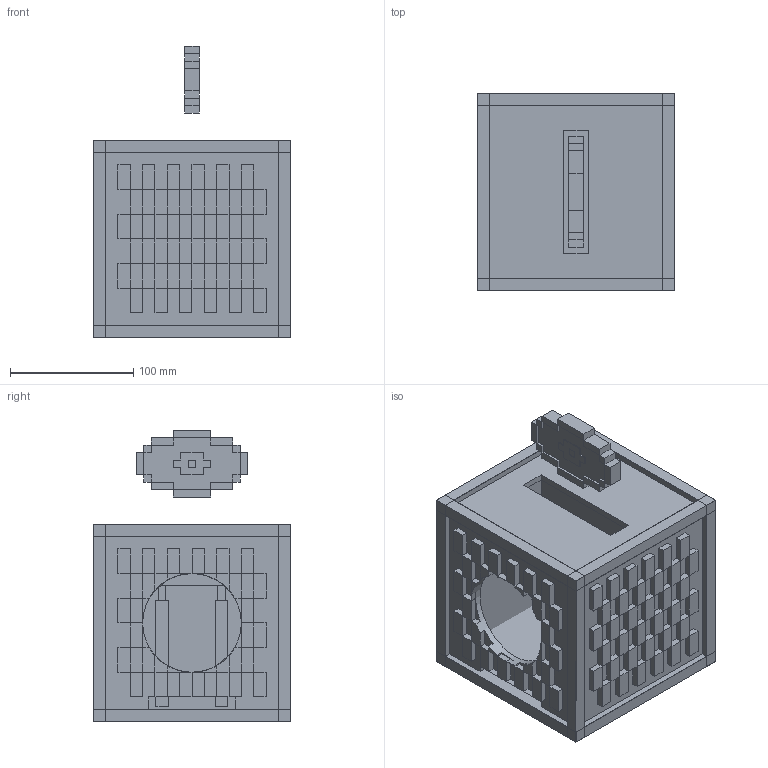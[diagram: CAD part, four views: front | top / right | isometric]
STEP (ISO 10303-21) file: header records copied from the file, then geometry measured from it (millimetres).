
FILE_DESCRIPTION(/* description */ (''),/* implementation_level */ '2;1');
FILE_NAME(/* name */ 'Jukebox v10.step',/* time_stamp */ '2025-06-16T19:05:42-05:00',/* author */ (''),/* organization */ (''),/* preprocessor_version */ 'ST-DEVELOPER v20.1',/* originating_system */ 'Autodesk Translation Framework v14.10.0.0',/* authorisation */ '');
FILE_SCHEMA (('AUTOMOTIVE_DESIGN { 1 0 10303 214 3 1 1 }'));
Length unit declared in the file: millimetre
Products named in the file (1): Jukebox
Bounding box: 160 x 160 x 236 mm (x, y, z)
Volume: 1245872.9 mm3; surface area: 432557.8 mm2
Topology: 12 solids, 12 shells, 985 faces, 2214 edges, 1045 vertices
Faces by surface type: plane 984, cylinder 1
Full cylindrical faces by diameter (mm): 80 x1
Entity records: 25601 total; most frequent: ORIENTED_EDGE 4428, CARTESIAN_POINT 4245, DIRECTION 4209, EDGE_CURVE 2214, LINE 2191, VECTOR 2191, VERTEX_POINT 1045, AXIS2_PLACEMENT_3D 1009
